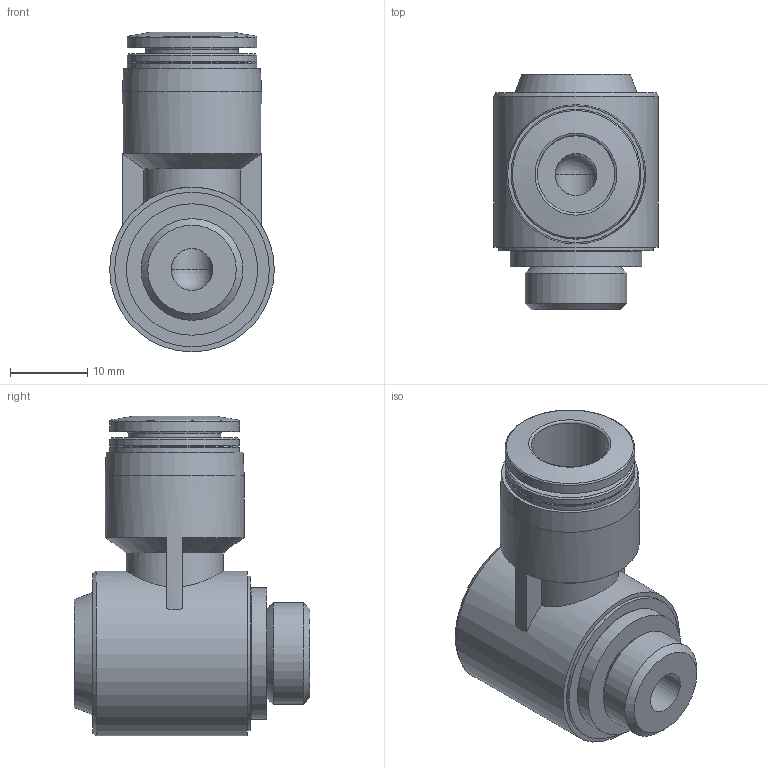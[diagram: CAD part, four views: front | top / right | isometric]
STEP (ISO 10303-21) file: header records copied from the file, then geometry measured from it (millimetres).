
FILE_DESCRIPTION(/* description */ ('STEP AP214'),/* implementation_level */ '2;1');
FILE_NAME(/* name */ '186153_QSLV-G1_4-10-I',/* time_stamp */ '2024-09-10T10:04:16+02:00',/* author */ ('License CC BY-ND 4.0'),/* organization */ ('CADENAS'),/* preprocessor_version */ 'ST-DEVELOPER v19.3',/* originating_system */ 'PARTsolutions',/* authorisation */ ' ');
FILE_SCHEMA (('AUTOMOTIVE_DESIGN {1 0 10303 214 3 1 1}'));
Length unit declared in the file: millimetre
Products named in the file (1): 186153 QSLV-G1/4-10-I
Bounding box: 21.3 x 30.5 x 41.35 mm (x, y, z)
Volume: 10594.8 mm3; surface area: 5281.5 mm2
Topology: 1 solids, 1 shells, 53 faces, 110 edges, 68 vertices
Faces by surface type: plane 22, cylinder 15, cone 12, torus 3, sphere 1
Full cylindrical faces by diameter (mm): 5.4 x2, 10 x1, 12 x1, 13.157 x1, 16.8 x3, 16.9 x1, 17 x1, 18 x1, 20 x1, 21.3 x1
Entity records: 1673 total; most frequent: CARTESIAN_POINT 261, DIRECTION 220, ORIENTED_EDGE 160, AXIS2_PLACEMENT_3D 100, EDGE_LOOP 91, FACE_BOUND 91, EDGE_CURVE 80, VERTEX_POINT 65
